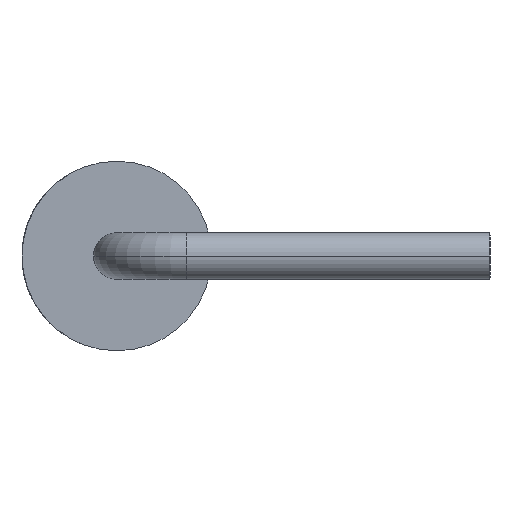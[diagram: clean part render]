
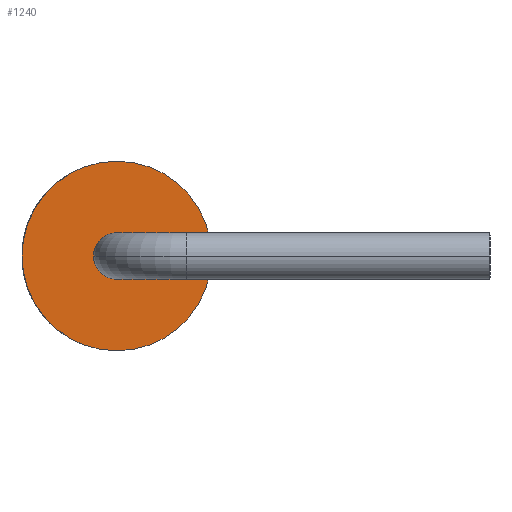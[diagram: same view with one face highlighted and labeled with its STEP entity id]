
A CAD part, left-side view. The second image highlights one B-rep face of the part: STEP entity #1240.
In plain terms, the highlighted planar face has unit normal (-1, 0, 0).
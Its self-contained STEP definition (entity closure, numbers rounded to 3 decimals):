
#125 = EDGE_CURVE ( 'NONE', #1223, #3313, #359, .T. ) ;
#285 = DIRECTION ( 'NONE',  ( 0., 0., -1. ) ) ;
#320 = CARTESIAN_POINT ( 'NONE',  ( 2.845, 2.525, 0. ) ) ;
#359 = CIRCLE ( 'NONE', #1556, 1.225 ) ;
#586 = FACE_OUTER_BOUND ( 'NONE', #967, .T. ) ;
#606 = FACE_BOUND ( 'NONE', #3540, .T. ) ;
#647 = DIRECTION ( 'NONE',  ( 1., 0., 0. ) ) ;
#772 = CARTESIAN_POINT ( 'NONE',  ( 2.845, 2.225, 0. ) ) ;
#953 = CARTESIAN_POINT ( 'NONE',  ( 2.845, 1.925, 0. ) ) ;
#962 = CIRCLE ( 'NONE', #2994, 0.3 ) ;
#967 = EDGE_LOOP ( 'NONE', ( #1749, #2265 ) ) ;
#1223 = VERTEX_POINT ( 'NONE', #2394 ) ;
#1240 = ADVANCED_FACE ( 'NONE', ( #606, #586 ), #1488, .F. ) ;
#1488 = PLANE ( 'NONE',  #3505 ) ;
#1509 = AXIS2_PLACEMENT_3D ( 'NONE', #2125, #3876, #3335 ) ;
#1556 = AXIS2_PLACEMENT_3D ( 'NONE', #3863, #2634, #2295 ) ;
#1646 = ORIENTED_EDGE ( 'NONE', *, *, #2881, .F. ) ;
#1749 = ORIENTED_EDGE ( 'NONE', *, *, #125, .F. ) ;
#1845 = DIRECTION ( 'NONE',  ( 0., 0., -1. ) ) ;
#2019 = DIRECTION ( 'NONE',  ( 0., 0., -1. ) ) ;
#2024 = VERTEX_POINT ( 'NONE', #953 ) ;
#2125 = CARTESIAN_POINT ( 'NONE',  ( 2.845, 2.225, 0. ) ) ;
#2265 = ORIENTED_EDGE ( 'NONE', *, *, #3538, .F. ) ;
#2295 = DIRECTION ( 'NONE',  ( 0., 0., -1. ) ) ;
#2394 = CARTESIAN_POINT ( 'NONE',  ( 2.845, 2.225, 1.225 ) ) ;
#2489 = CARTESIAN_POINT ( 'NONE',  ( 2.845, 2.225, -1.225 ) ) ;
#2634 = DIRECTION ( 'NONE',  ( 1., 0., 0. ) ) ;
#2685 = CIRCLE ( 'NONE', #3202, 0.3 ) ;
#2702 = ORIENTED_EDGE ( 'NONE', *, *, #3447, .F. ) ;
#2725 = CIRCLE ( 'NONE', #1509, 1.225 ) ;
#2733 = DIRECTION ( 'NONE',  ( -1., 0., 0. ) ) ;
#2881 = EDGE_CURVE ( 'NONE', #2024, #3268, #962, .T. ) ;
#2994 = AXIS2_PLACEMENT_3D ( 'NONE', #3009, #2733, #285 ) ;
#3009 = CARTESIAN_POINT ( 'NONE',  ( 2.845, 2.225, 0. ) ) ;
#3075 = CARTESIAN_POINT ( 'NONE',  ( 2.845, 2.225, 0. ) ) ;
#3202 = AXIS2_PLACEMENT_3D ( 'NONE', #772, #3799, #2019 ) ;
#3268 = VERTEX_POINT ( 'NONE', #320 ) ;
#3313 = VERTEX_POINT ( 'NONE', #2489 ) ;
#3335 = DIRECTION ( 'NONE',  ( 0., 0., -1. ) ) ;
#3447 = EDGE_CURVE ( 'NONE', #3268, #2024, #2685, .T. ) ;
#3505 = AXIS2_PLACEMENT_3D ( 'NONE', #3075, #647, #1845 ) ;
#3538 = EDGE_CURVE ( 'NONE', #3313, #1223, #2725, .T. ) ;
#3540 = EDGE_LOOP ( 'NONE', ( #1646, #2702 ) ) ;
#3799 = DIRECTION ( 'NONE',  ( -1., 0., 0. ) ) ;
#3863 = CARTESIAN_POINT ( 'NONE',  ( 2.845, 2.225, 0. ) ) ;
#3876 = DIRECTION ( 'NONE',  ( 1., 0., 0. ) ) ;
